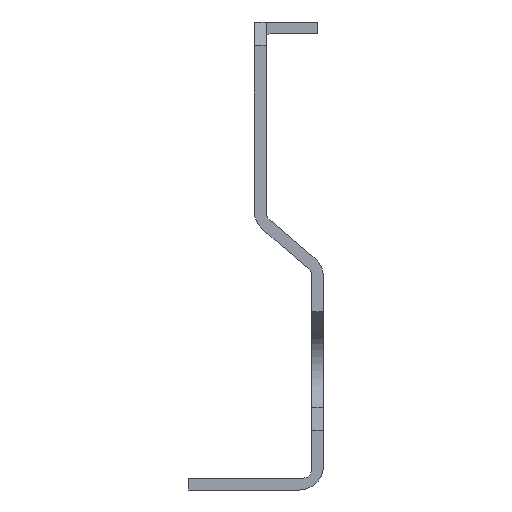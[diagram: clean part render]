
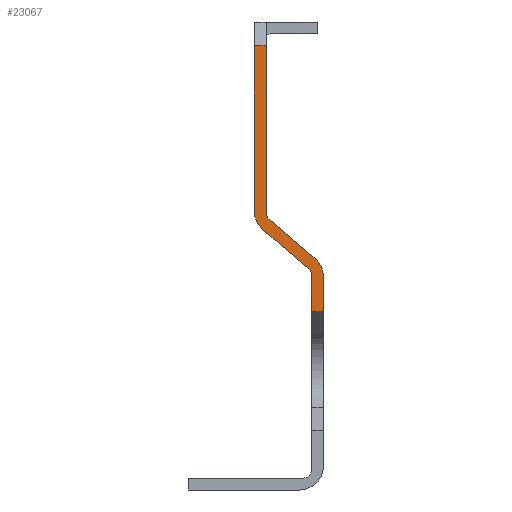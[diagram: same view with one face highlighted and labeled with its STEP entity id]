
A CAD part, front view. The second image highlights one B-rep face of the part: STEP entity #23067.
In plain terms, the highlighted planar face has unit normal (0, -1, 0).
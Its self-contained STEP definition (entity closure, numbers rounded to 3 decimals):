
#3497=DIRECTION('',(0.,0.,1.));
#3498=VECTOR('',#3497,21.114);
#3499=CARTESIAN_POINT('',(9.8,-1198.5,34.886));
#3500=LINE('',#3499,#3498);
#6979=DIRECTION('',(1.,0.,0.));
#6980=VECTOR('',#6979,1.5);
#6981=CARTESIAN_POINT('',(8.3,-1198.5,56.));
#6982=LINE('',#6981,#6980);
#6986=CARTESIAN_POINT('',(10.8,-1198.5,34.886));
#6987=DIRECTION('',(0.,-1.,0.));
#6988=DIRECTION('',(-1.,0.,0.));
#6989=AXIS2_PLACEMENT_3D('',#6986,#6987,#6988);
#6994=DIRECTION('',(0.762,0.,-0.648));
#6995=VECTOR('',#6994,7.6);
#6996=CARTESIAN_POINT('',(10.152,-1198.5,34.124));
#6997=LINE('',#6996,#6995);
#7001=CARTESIAN_POINT('',(14.,-1198.5,26.916));
#7002=DIRECTION('',(0.,1.,0.));
#7003=DIRECTION('',(0.648,0.,0.762));
#7004=AXIS2_PLACEMENT_3D('',#7001,#7002,#7003);
#7009=DIRECTION('',(-1.,0.,0.));
#7010=VECTOR('',#7009,1.5);
#7011=CARTESIAN_POINT('',(17.,-1198.5,22.47));
#7012=LINE('',#7011,#7010);
#7016=DIRECTION('',(0.,0.,1.));
#7017=VECTOR('',#7016,4.668);
#7018=CARTESIAN_POINT('',(15.5,-1198.5,22.47));
#7019=LINE('',#7018,#7017);
#7023=CARTESIAN_POINT('',(14.5,-1198.5,27.138));
#7024=DIRECTION('',(0.,-1.,0.));
#7025=DIRECTION('',(1.,0.,0.));
#7026=AXIS2_PLACEMENT_3D('',#7023,#7024,#7025);
#7031=DIRECTION('',(-0.762,0.,0.648));
#7032=VECTOR('',#7031,7.6);
#7033=CARTESIAN_POINT('',(15.148,-1198.5,27.899));
#7034=LINE('',#7033,#7032);
#7038=CARTESIAN_POINT('',(11.3,-1198.5,35.107));
#7039=DIRECTION('',(0.,1.,0.));
#7040=DIRECTION('',(-0.648,0.,-0.762));
#7041=AXIS2_PLACEMENT_3D('',#7038,#7039,#7040);
#7046=DIRECTION('',(0.,0.,1.));
#7047=VECTOR('',#7046,20.893);
#7048=CARTESIAN_POINT('',(8.3,-1198.5,35.107));
#7049=LINE('',#7048,#7047);
#7163=DIRECTION('',(0.,0.,1.));
#7164=VECTOR('',#7163,4.446);
#7165=CARTESIAN_POINT('',(17.,-1198.5,22.47));
#7166=LINE('',#7165,#7164);
#17303=CARTESIAN_POINT('',(8.3,-1198.5,56.));
#17304=VERTEX_POINT('',#17303);
#17305=CARTESIAN_POINT('',(8.3,-1198.5,35.107));
#17306=VERTEX_POINT('',#17305);
#18177=CARTESIAN_POINT('',(9.8,-1198.5,34.886));
#18178=VERTEX_POINT('',#18177);
#18179=CARTESIAN_POINT('',(9.8,-1198.5,56.));
#18180=VERTEX_POINT('',#18179);
#19037=CARTESIAN_POINT('',(10.152,-1198.5,34.124));
#19038=VERTEX_POINT('',#19037);
#19039=CARTESIAN_POINT('',(15.943,-1198.5,29.202));
#19040=VERTEX_POINT('',#19039);
#19041=CARTESIAN_POINT('',(17.,-1198.5,26.916));
#19042=VERTEX_POINT('',#19041);
#19043=CARTESIAN_POINT('',(17.,-1198.5,22.47));
#19044=VERTEX_POINT('',#19043);
#19045=CARTESIAN_POINT('',(15.5,-1198.5,22.47));
#19046=VERTEX_POINT('',#19045);
#19047=CARTESIAN_POINT('',(15.5,-1198.5,27.138));
#19048=VERTEX_POINT('',#19047);
#19049=CARTESIAN_POINT('',(15.148,-1198.5,27.899));
#19050=VERTEX_POINT('',#19049);
#19051=CARTESIAN_POINT('',(9.357,-1198.5,32.822));
#19052=VERTEX_POINT('',#19051);
#23039=CARTESIAN_POINT('',(17.,-1198.5,0.));
#23040=DIRECTION('',(0.,-1.,0.));
#23041=DIRECTION('',(-1.,0.,0.));
#23042=AXIS2_PLACEMENT_3D('',#23039,#23040,#23041);
#23043=PLANE('',#23042);
#23044=ORIENTED_EDGE('',*,*,#23032,.T.);
#23045=ORIENTED_EDGE('',*,*,#21657,.F.);
#23047=ORIENTED_EDGE('',*,*,#23046,.T.);
#23049=ORIENTED_EDGE('',*,*,#23048,.T.);
#23051=ORIENTED_EDGE('',*,*,#23050,.T.);
#23053=ORIENTED_EDGE('',*,*,#23052,.F.);
#23055=ORIENTED_EDGE('',*,*,#23054,.T.);
#23057=ORIENTED_EDGE('',*,*,#23056,.T.);
#23059=ORIENTED_EDGE('',*,*,#23058,.T.);
#23061=ORIENTED_EDGE('',*,*,#23060,.T.);
#23063=ORIENTED_EDGE('',*,*,#23062,.T.);
#23064=ORIENTED_EDGE('',*,*,#20316,.T.);
#23065=EDGE_LOOP('',(#23044,#23045,#23047,#23049,#23051,#23053,#23055,#23057,
#23059,#23061,#23063,#23064));
#23066=FACE_OUTER_BOUND('',#23065,.F.);
#6990=CIRCLE('',#6989,1.);
#7005=CIRCLE('',#7004,3.);
#7027=CIRCLE('',#7026,1.);
#7042=CIRCLE('',#7041,3.);
#20316=EDGE_CURVE('',#17306,#17304,#7049,.T.);
#21657=EDGE_CURVE('',#18178,#18180,#3500,.T.);
#23032=EDGE_CURVE('',#17304,#18180,#6982,.T.);
#23046=EDGE_CURVE('',#18178,#19038,#6990,.T.);
#23048=EDGE_CURVE('',#19038,#19040,#6997,.T.);
#23050=EDGE_CURVE('',#19040,#19042,#7005,.T.);
#23052=EDGE_CURVE('',#19044,#19042,#7166,.T.);
#23054=EDGE_CURVE('',#19044,#19046,#7012,.T.);
#23056=EDGE_CURVE('',#19046,#19048,#7019,.T.);
#23058=EDGE_CURVE('',#19048,#19050,#7027,.T.);
#23060=EDGE_CURVE('',#19050,#19052,#7034,.T.);
#23062=EDGE_CURVE('',#19052,#17306,#7042,.T.);
#23067=ADVANCED_FACE('',(#23066),#23043,.T.);
